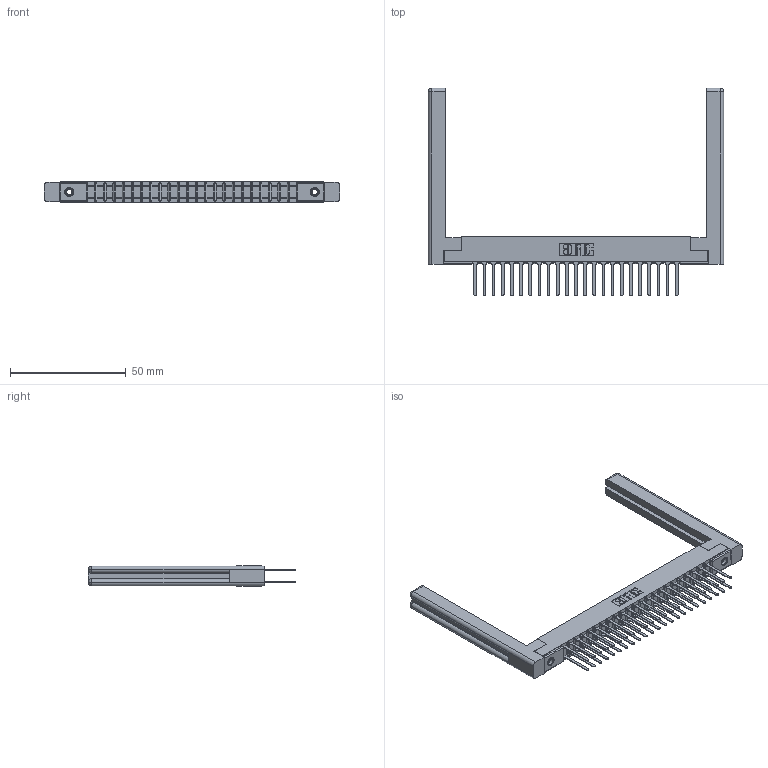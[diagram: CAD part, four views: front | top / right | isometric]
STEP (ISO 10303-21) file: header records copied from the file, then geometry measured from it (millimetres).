
FILE_DESCRIPTION (( 'STEP AP203' ), '1' );
FILE_NAME ('357-046-542-258.STEP', '2019-09-18T08:41:21', ( '' ), ( '' ), 'SwSTEP 2.0', 'SolidWorks 2016', '' );
FILE_SCHEMA (( 'CONFIG_CONTROL_DESIGN' ));
Length unit declared in the file: inch
Products named in the file (5): 357-046-542-258; 307 Part_.156 Dia Mounting Holes; 307-290-001_542; 307-220-058; 345-250-001_345-250-001-102
Assembly tree (51 placements, depth 2):
  357-046-542-258
    307 Part_.156 Dia Mounting Holes
    307-290-001_542  x46
    307-220-058  x2
    345-250-001_345-250-001-102  x2
Bounding box: 127.76 x 89.74 x 8.71 mm (x, y, z)
Volume: 16219.2 mm3; surface area: 21190.9 mm2
Topology: 51 solids, 51 shells, 2400 faces, 6657 edges, 4298 vertices
Faces by surface type: plane 1580, cylinder 748, sphere 48, torus 12, cone 12
Entity records: 25397 total; most frequent: CARTESIAN_POINT 4178, ORIENTED_EDGE 4080, DIRECTION 4058, EDGE_CURVE 2040, VECTOR 1554, LINE 1554, VERTEX_POINT 1318, AXIS2_PLACEMENT_3D 1252
